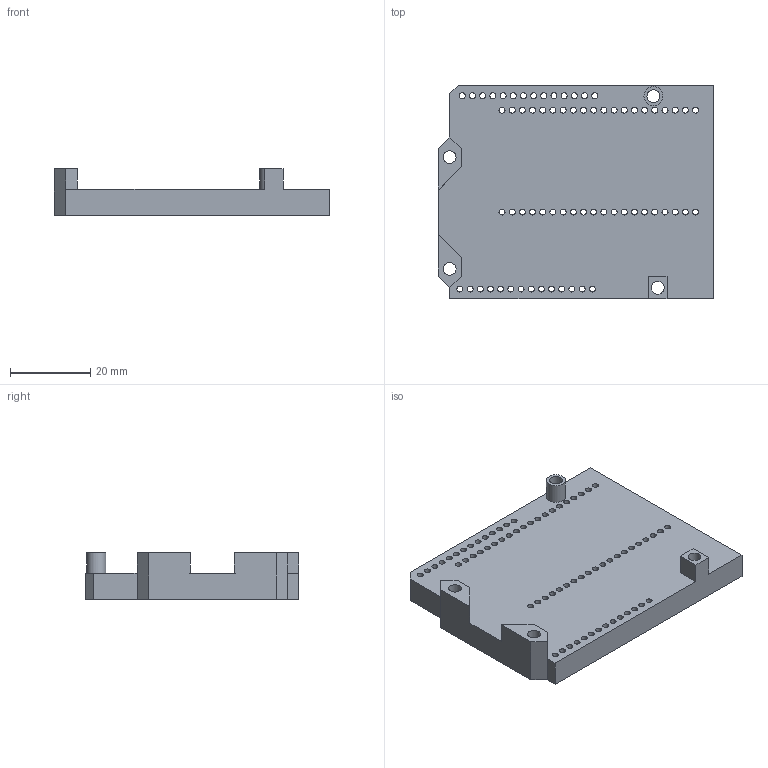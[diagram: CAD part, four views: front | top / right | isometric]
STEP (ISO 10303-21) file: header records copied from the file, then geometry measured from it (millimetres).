
FILE_DESCRIPTION(/* description */ (''),/* implementation_level */ '2;1');
FILE_NAME(/* name */ '40_ESP32Wrover_CNCShieldAdapter.ipt.step',/* time_stamp */ '2022-11-29T08:26:22+01:00',/* author */ ('UC2'),/* organization */ (''),/* preprocessor_version */ 'ST-DEVELOPER v18.1',/* originating_system */ 'Autodesk Inventor 2022',/* authorisation */ '');
FILE_SCHEMA (('AUTOMOTIVE_DESIGN { 1 0 10303 214 3 1 1 }'));
Length unit declared in the file: inch
Products named in the file (1): 40_ESP32Wrover_CNCShieldAdapter
Bounding box: 68.8 x 53.3 x 11.6 mm (x, y, z)
Volume: 23063.4 mm3; surface area: 11522.3 mm2
Topology: 1 solids, 1 shells, 97 faces, 280 edges, 186 vertices
Faces by surface type: cylinder 73, plane 24
Full cylindrical faces by diameter (mm): 1.5 x68, 3.2 x4, 4.742 x1
Entity records: 4088 total; most frequent: DIRECTION 760, CARTESIAN_POINT 668, ORIENTED_EDGE 560, AXIS2_PLACEMENT_3D 313, EDGE_CURVE 280, EDGE_LOOP 242, CIRCLE 215, VERTEX_POINT 186
